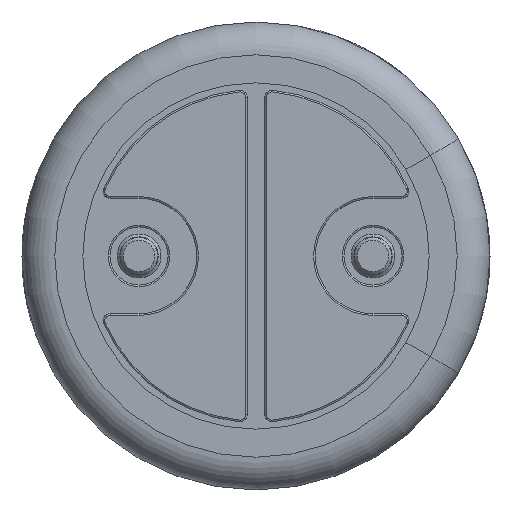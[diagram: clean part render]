
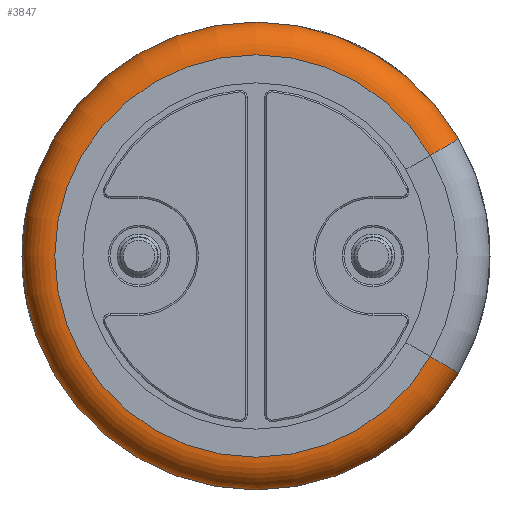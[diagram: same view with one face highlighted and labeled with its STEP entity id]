
A CAD part, front view. The second image highlights one B-rep face of the part: STEP entity #3847.
In plain terms, the highlighted toroidal (fillet/blend) face has major radius 2.15 mm and minor radius 0.35 mm.
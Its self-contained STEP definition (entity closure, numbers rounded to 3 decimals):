
#287=CIRCLE('',#4218,0.35);
#289=CIRCLE('',#4220,0.35);
#291=CIRCLE('',#4224,2.15);
#294=CIRCLE('',#4228,2.5);
#334=TOROIDAL_SURFACE('',#4227,2.15,0.35);
#479=FACE_OUTER_BOUND('',#661,.T.);
#661=EDGE_LOOP('',(#3413,#3414,#3415,#3416));
#1678=VERTEX_POINT('',#7791);
#1679=VERTEX_POINT('',#7793);
#1685=VERTEX_POINT('',#7839);
#1686=VERTEX_POINT('',#7841);
#2270=EDGE_CURVE('',#1678,#1685,#287,.T.);
#2272=EDGE_CURVE('',#1679,#1686,#289,.T.);
#2276=EDGE_CURVE('',#1685,#1686,#291,.T.);
#2279=EDGE_CURVE('',#1678,#1679,#294,.T.);
#3413=ORIENTED_EDGE('',*,*,#2270,.F.);
#3414=ORIENTED_EDGE('',*,*,#2279,.T.);
#3415=ORIENTED_EDGE('',*,*,#2272,.T.);
#3416=ORIENTED_EDGE('',*,*,#2276,.F.);
#3847=ADVANCED_FACE('',(#479),#334,.T.);
#4218=AXIS2_PLACEMENT_3D('',#7840,#5084,#5085);
#4220=AXIS2_PLACEMENT_3D('',#7843,#5088,#5089);
#4224=AXIS2_PLACEMENT_3D('',#7851,#5098,#5099);
#4227=AXIS2_PLACEMENT_3D('',#7855,#5104,#5105);
#4228=AXIS2_PLACEMENT_3D('',#7856,#5106,#5107);
#5084=DIRECTION('center_axis',(0.5,0.,-0.866));
#5085=DIRECTION('ref_axis',(0.,1.,0.));
#5088=DIRECTION('center_axis',(-0.5,0.,-0.866));
#5089=DIRECTION('ref_axis',(0.866,0.,-0.5));
#5098=DIRECTION('center_axis',(0.,-1.,0.));
#5099=DIRECTION('ref_axis',(1.,0.,0.));
#5104=DIRECTION('center_axis',(0.,-1.,0.));
#5105=DIRECTION('ref_axis',(-1.,0.,0.));
#5106=DIRECTION('center_axis',(0.,-1.,0.));
#5107=DIRECTION('ref_axis',(1.,0.,0.));
#7791=CARTESIAN_POINT('',(2.165,0.35,1.25));
#7793=CARTESIAN_POINT('',(2.165,0.35,-1.25));
#7839=CARTESIAN_POINT('',(1.862,0.,1.075));
#7840=CARTESIAN_POINT('Origin',(1.862,0.35,1.075));
#7841=CARTESIAN_POINT('',(1.862,0.,-1.075));
#7843=CARTESIAN_POINT('Origin',(1.862,0.35,-1.075));
#7851=CARTESIAN_POINT('Origin',(0.,0.,0.));
#7855=CARTESIAN_POINT('Origin',(0.,0.35,0.));
#7856=CARTESIAN_POINT('Origin',(0.,0.35,0.));
